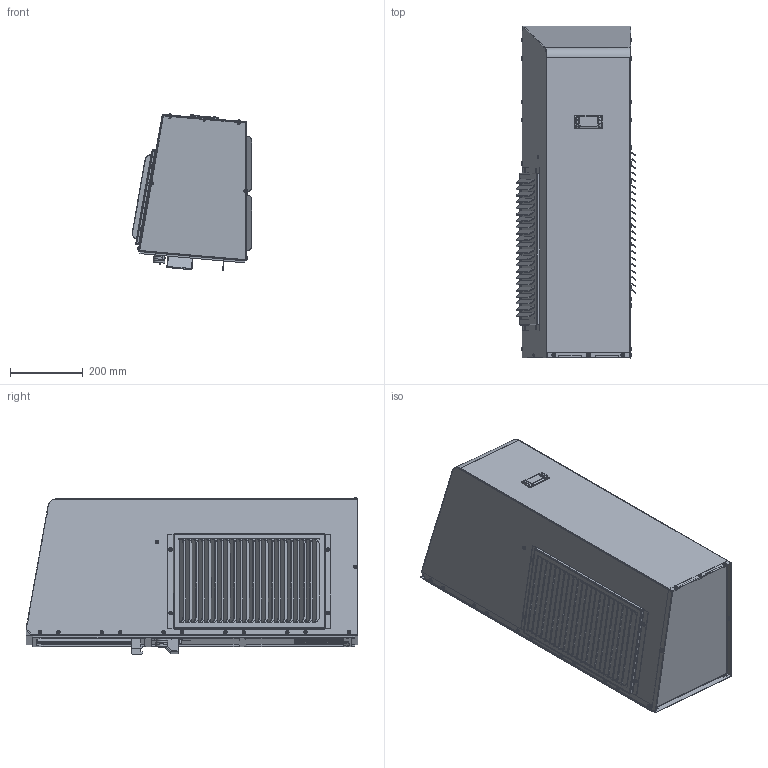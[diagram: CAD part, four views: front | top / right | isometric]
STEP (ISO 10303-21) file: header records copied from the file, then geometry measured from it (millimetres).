
FILE_DESCRIPTION (( 'STEP AP214' ), '1' );
FILE_NAME ('TA10-059-16-04.STEP', '2023-03-10T20:00:06', ( '' ), ( '' ), 'SwSTEP 2.0', 'SolidWorks 2021', '' );
FILE_SCHEMA (( 'AUTOMOTIVE_DESIGN' ));
Length unit declared in the file: inch
Products named in the file (1): TA10-059-16-04
Bounding box: 329.79 x 914.46 x 430.68 mm (x, y, z)
Volume: 3559450.7 mm3; surface area: 3561557.4 mm2
Topology: 40 solids, 44 shells, 3735 faces, 10098 edges, 6455 vertices
Faces by surface type: plane 2043, cylinder 1437, bspline 239, cone 16
Full cylindrical faces by diameter (mm): 1.633 x1, 2.083 x2, 2.311 x2, 4.318 x37, 4.826 x2, 4.928 x8, 5.105 x1, 5.182 x2, 5.334 x1, 5.791 x4, 6.35 x6, 7.036 x6, 9.296 x37, 9.525 x1, 16.256 x3, 17.78 x1, 20.98 x1, 21.793 x1, 23.012 x1, 28.835 x1, 31.394 x1, 31.852 x2
Entity records: 141356 total; most frequent: CARTESIAN_POINT 49242, ORIENTED_EDGE 19734, DIRECTION 17788, EDGE_CURVE 9867, VERTEX_POINT 6411, LINE 6040, VECTOR 6040, AXIS2_PLACEMENT_3D 5874
